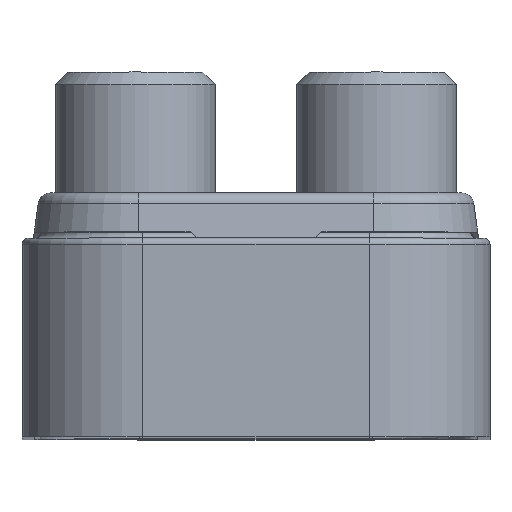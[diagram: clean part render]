
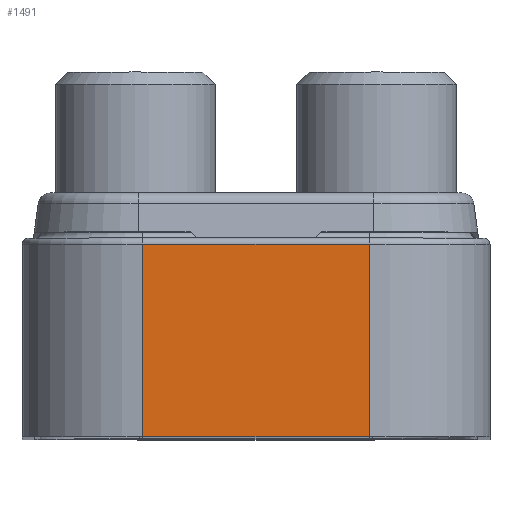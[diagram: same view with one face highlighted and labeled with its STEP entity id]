
A CAD part, top view. The second image highlights one B-rep face of the part: STEP entity #1491.
In plain terms, the highlighted planar face has unit normal (0, 0, 1).
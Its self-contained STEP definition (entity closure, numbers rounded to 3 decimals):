
#369=DIRECTION('',(1.,0.,0.));
#370=VECTOR('',#369,37.5);
#371=CARTESIAN_POINT('',(-18.75,0.,159.5));
#372=LINE('',#371,#370);
#454=DIRECTION('',(0.,1.,0.));
#455=VECTOR('',#454,31.9);
#456=CARTESIAN_POINT('',(-18.75,0.,159.5));
#457=LINE('',#456,#455);
#458=DIRECTION('',(-1.,0.,0.));
#459=VECTOR('',#458,37.5);
#460=CARTESIAN_POINT('',(18.75,31.9,159.5));
#461=LINE('',#460,#459);
#472=DIRECTION('',(0.,1.,0.));
#473=VECTOR('',#472,31.9);
#474=CARTESIAN_POINT('',(18.75,0.,159.5));
#475=LINE('',#474,#473);
#735=CARTESIAN_POINT('',(-18.75,0.,159.5));
#736=VERTEX_POINT('',#735);
#737=CARTESIAN_POINT('',(18.75,0.,159.5));
#738=VERTEX_POINT('',#737);
#783=CARTESIAN_POINT('',(-18.75,31.9,159.5));
#784=VERTEX_POINT('',#783);
#785=CARTESIAN_POINT('',(18.75,31.9,159.5));
#786=VERTEX_POINT('',#785);
#1478=CARTESIAN_POINT('',(-18.75,0.,159.5));
#1479=DIRECTION('',(0.,0.,1.));
#1480=DIRECTION('',(1.,0.,0.));
#1481=AXIS2_PLACEMENT_3D('',#1478,#1479,#1480);
#1482=PLANE('',#1481);
#1483=ORIENTED_EDGE('',*,*,#1472,.T.);
#1485=ORIENTED_EDGE('',*,*,#1484,.F.);
#1487=ORIENTED_EDGE('',*,*,#1486,.F.);
#1488=ORIENTED_EDGE('',*,*,#1394,.F.);
#1489=EDGE_LOOP('',(#1483,#1485,#1487,#1488));
#1490=FACE_OUTER_BOUND('',#1489,.F.);
#1491=ADVANCED_FACE('',(#1490),#1482,.T.);
#1394=EDGE_CURVE('',#736,#738,#372,.T.);
#1472=EDGE_CURVE('',#736,#784,#457,.T.);
#1484=EDGE_CURVE('',#786,#784,#461,.T.);
#1486=EDGE_CURVE('',#738,#786,#475,.T.);
